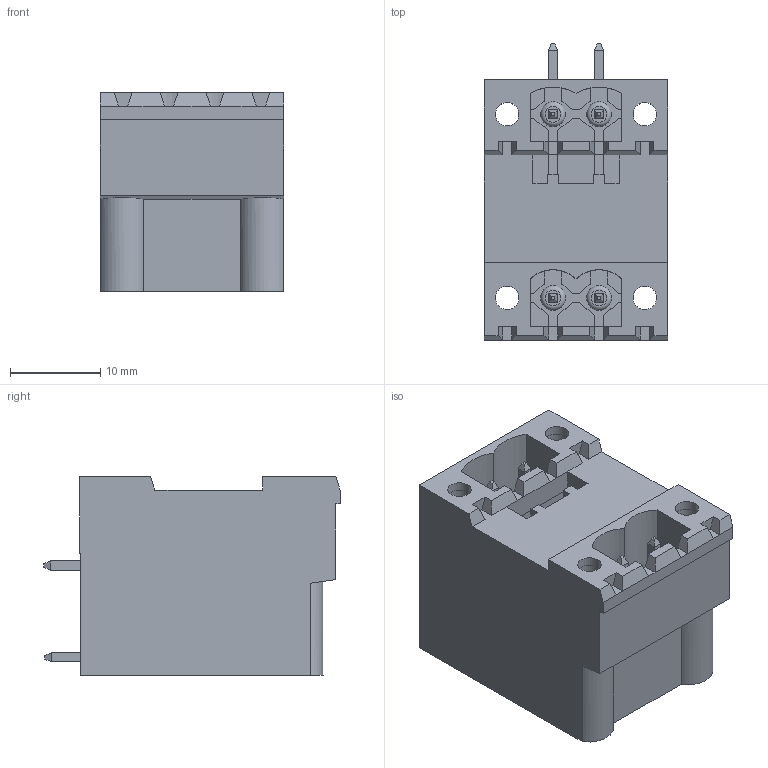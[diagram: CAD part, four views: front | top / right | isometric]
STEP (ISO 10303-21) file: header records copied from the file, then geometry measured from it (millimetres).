
FILE_DESCRIPTION( ( 'Unknown' ), '1' );
FILE_NAME( '691332510004.stp', 'Unknown', ( 'Unknown' ), ( 'Unknown' ), 'PSStep 15.0.49', 'Unknown', ' ' );
FILE_SCHEMA( ( 'AUTOMOTIVE_DESIGN { 1 0 10303 214 1 1 1 1 }' ) );
Length unit declared in the file: millimetre
Products named in the file (6): Assem1; 691333500004; 691333500004_CAPOT; 6913325100xx_PIN; 6913325100xx_PIN LONGUE; 6913325100xx_INSERT
Assembly tree (10 placements, depth 2):
  Assem1
    691333500004
    691333500004_CAPOT
    6913325100xx_PIN  x2
    6913325100xx_PIN LONGUE  x2
    6913325100xx_INSERT  x4
Bounding box: 20.32 x 32.8 x 22 mm (x, y, z)
Volume: 5360.2 mm3; surface area: 10106.6 mm2
Topology: 10 solids, 10 shells, 448 faces, 1194 edges, 778 vertices
Faces by surface type: plane 408, cylinder 28, torus 12
Full cylindrical faces by diameter (mm): 1.7 x2, 2.6 x8, 2.75 x4
Entity records: 15152 total; most frequent: CARTESIAN_POINT 2342, ORIENTED_EDGE 2040, DIRECTION 1852, EDGE_CURVE 1020, LINE 948, VECTOR 948, VERTEX_POINT 678, AXIS2_PLACEMENT_3D 452
